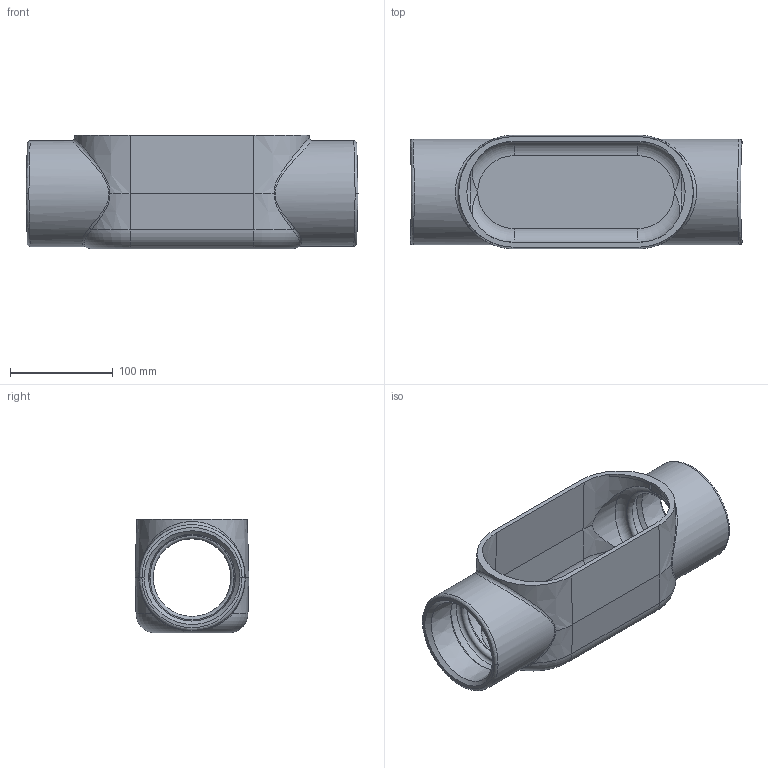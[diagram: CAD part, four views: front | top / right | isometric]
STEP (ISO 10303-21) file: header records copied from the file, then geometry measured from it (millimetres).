
FILE_DESCRIPTION(/* description */ (''),/* implementation_level */ '2;1');
FILE_NAME(/* name */ 'KIL_C87.stp',/* time_stamp */ '2019-02-15T09:36:14+05:00',/* author */ ('avenkatesan'),/* organization */ (''),/* preprocessor_version */ 'ST-DEVELOPER v17',/* originating_system */ 'Autodesk Inventor 2018',/* authorisation */ '');
FILE_SCHEMA (('AUTOMOTIVE_DESIGN { 1 0 10303 214 3 1 1 }'));
Length unit declared in the file: inch
Products named in the file (1): 17721
Bounding box: 323.67 x 110.94 x 111.12 mm (x, y, z)
Volume: 591534.6 mm3; surface area: 211145.5 mm2
Topology: 1 solids, 1 shells, 96 faces, 252 edges, 160 vertices
Faces by surface type: plane 32, cone 22, cylinder 18, bspline 12, torus 12
Full cylindrical faces by diameter (mm): 89.179 x2, 103.175 x2
Entity records: 7376 total; most frequent: CARTESIAN_POINT 4959, DIRECTION 508, ORIENTED_EDGE 504, EDGE_CURVE 252, AXIS2_PLACEMENT_3D 216, VERTEX_POINT 160, CIRCLE 104, EDGE_LOOP 102
